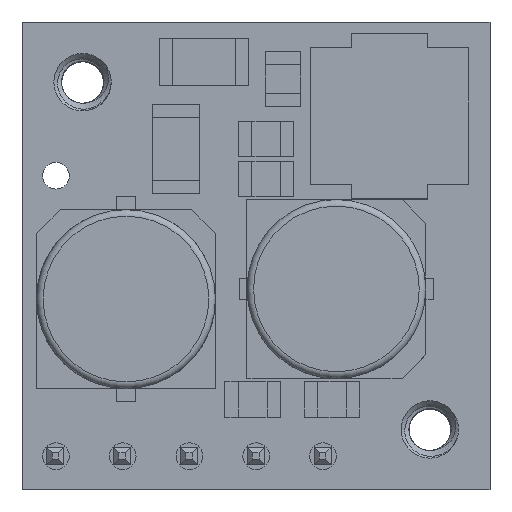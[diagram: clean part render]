
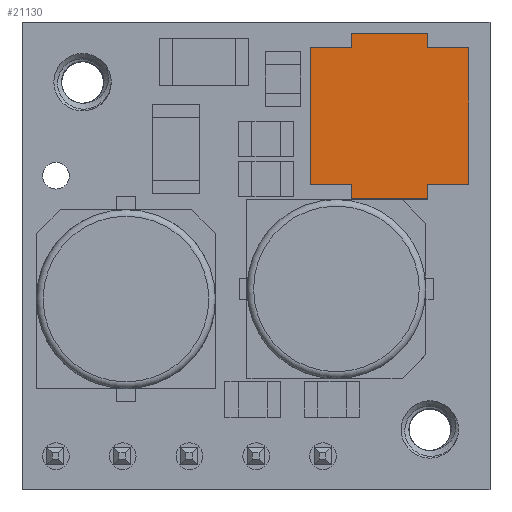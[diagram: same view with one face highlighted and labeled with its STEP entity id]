
A CAD part, top view. The second image highlights one B-rep face of the part: STEP entity #21130.
In plain terms, the highlighted planar face has unit normal (0, 0, 1).
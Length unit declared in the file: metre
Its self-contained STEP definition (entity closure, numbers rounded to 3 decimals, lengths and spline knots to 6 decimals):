
#4174=ORIENTED_EDGE('',*,*,#8825,.T.);
#4175=ORIENTED_EDGE('',*,*,#8826,.T.);
#4176=ORIENTED_EDGE('',*,*,#8827,.T.);
#4177=ORIENTED_EDGE('',*,*,#8828,.T.);
#4178=ORIENTED_EDGE('',*,*,#8829,.T.);
#4179=ORIENTED_EDGE('',*,*,#8830,.T.);
#4180=ORIENTED_EDGE('',*,*,#8831,.T.);
#4181=ORIENTED_EDGE('',*,*,#8832,.T.);
#4182=ORIENTED_EDGE('',*,*,#8833,.T.);
#4183=ORIENTED_EDGE('',*,*,#8834,.T.);
#4184=ORIENTED_EDGE('',*,*,#8835,.T.);
#4185=ORIENTED_EDGE('',*,*,#8836,.T.);
#8825=EDGE_CURVE('',#11174,#11175,#13286,.T.);
#8826=EDGE_CURVE('',#11175,#11176,#13287,.T.);
#8827=EDGE_CURVE('',#11176,#11177,#13288,.T.);
#8828=EDGE_CURVE('',#11177,#11178,#13289,.T.);
#8829=EDGE_CURVE('',#11178,#11179,#13290,.T.);
#8830=EDGE_CURVE('',#11179,#11180,#13291,.T.);
#8831=EDGE_CURVE('',#11180,#11181,#13292,.T.);
#8832=EDGE_CURVE('',#11181,#11182,#13293,.T.);
#8833=EDGE_CURVE('',#11182,#11183,#13294,.T.);
#8834=EDGE_CURVE('',#11183,#11184,#13295,.T.);
#8835=EDGE_CURVE('',#11184,#11185,#13296,.T.);
#8836=EDGE_CURVE('',#11185,#11174,#13297,.T.);
#11174=VERTEX_POINT('',#39857);
#11175=VERTEX_POINT('',#39858);
#11176=VERTEX_POINT('',#39860);
#11177=VERTEX_POINT('',#39862);
#11178=VERTEX_POINT('',#39864);
#11179=VERTEX_POINT('',#39866);
#11180=VERTEX_POINT('',#39868);
#11181=VERTEX_POINT('',#39870);
#11182=VERTEX_POINT('',#39872);
#11183=VERTEX_POINT('',#39874);
#11184=VERTEX_POINT('',#39876);
#11185=VERTEX_POINT('',#39878);
#13286=LINE('',#39856,#15568);
#13287=LINE('',#39859,#15569);
#13288=LINE('',#39861,#15570);
#13289=LINE('',#39863,#15571);
#13290=LINE('',#39865,#15572);
#13291=LINE('',#39867,#15573);
#13292=LINE('',#39869,#15574);
#13293=LINE('',#39871,#15575);
#13294=LINE('',#39873,#15576);
#13295=LINE('',#39875,#15577);
#13296=LINE('',#39877,#15578);
#13297=LINE('',#39879,#15579);
#15568=VECTOR('',#29650,1.);
#15569=VECTOR('',#29651,1.);
#15570=VECTOR('',#29652,1.);
#15571=VECTOR('',#29653,1.);
#15572=VECTOR('',#29654,1.);
#15573=VECTOR('',#29655,1.);
#15574=VECTOR('',#29656,1.);
#15575=VECTOR('',#29657,1.);
#15576=VECTOR('',#29658,1.);
#15577=VECTOR('',#29659,1.);
#15578=VECTOR('',#29660,1.);
#15579=VECTOR('',#29661,1.);
#17208=EDGE_LOOP('',(#4174,#4175,#4176,#4177,#4178,#4179,#4180,#4181,#4182,
#4183,#4184,#4185));
#18418=FACE_BOUND('',#17208,.T.);
#19432=PLANE('',#26271);
#21130=ADVANCED_FACE('',(#18418),#19432,.T.);
#26271=AXIS2_PLACEMENT_3D('',#39855,#29648,#29649);
#29648=DIRECTION('',(0.,0.,1.));
#29649=DIRECTION('',(-1.,0.,0.));
#29650=DIRECTION('',(0.,-1.,0.));
#29651=DIRECTION('',(1.,0.,0.));
#29652=DIRECTION('',(0.,1.,0.));
#29653=DIRECTION('',(1.,0.,0.));
#29654=DIRECTION('',(0.,1.,0.));
#29655=DIRECTION('',(-1.,0.,0.));
#29656=DIRECTION('',(0.,1.,0.));
#29657=DIRECTION('',(-1.,0.,0.));
#29658=DIRECTION('',(0.,-1.,0.));
#29659=DIRECTION('',(-1.,0.,0.));
#29660=DIRECTION('',(0.,-1.,0.));
#29661=DIRECTION('',(1.,0.,0.));
#39855=CARTESIAN_POINT('',(0.01397,0.014197,0.005512));
#39856=CARTESIAN_POINT('',(0.01252,0.014197,0.005512));
#39857=CARTESIAN_POINT('',(0.01252,0.011597,0.005512));
#39858=CARTESIAN_POINT('',(0.01252,0.011047,0.005512));
#39859=CARTESIAN_POINT('',(0.01397,0.011047,0.005512));
#39860=CARTESIAN_POINT('',(0.01542,0.011047,0.005512));
#39861=CARTESIAN_POINT('',(0.01542,0.014197,0.005512));
#39862=CARTESIAN_POINT('',(0.01542,0.011597,0.005512));
#39863=CARTESIAN_POINT('',(0.01397,0.011597,0.005512));
#39864=CARTESIAN_POINT('',(0.01697,0.011597,0.005512));
#39865=CARTESIAN_POINT('',(0.01697,0.014197,0.005512));
#39866=CARTESIAN_POINT('',(0.01697,0.016797,0.005512));
#39867=CARTESIAN_POINT('',(0.01397,0.016797,0.005512));
#39868=CARTESIAN_POINT('',(0.01542,0.016797,0.005512));
#39869=CARTESIAN_POINT('',(0.01542,0.014197,0.005512));
#39870=CARTESIAN_POINT('',(0.01542,0.017347,0.005512));
#39871=CARTESIAN_POINT('',(0.01397,0.017347,0.005512));
#39872=CARTESIAN_POINT('',(0.01252,0.017347,0.005512));
#39873=CARTESIAN_POINT('',(0.01252,0.014197,0.005512));
#39874=CARTESIAN_POINT('',(0.01252,0.016797,0.005512));
#39875=CARTESIAN_POINT('',(0.01397,0.016797,0.005512));
#39876=CARTESIAN_POINT('',(0.01097,0.016797,0.005512));
#39877=CARTESIAN_POINT('',(0.01097,0.014197,0.005512));
#39878=CARTESIAN_POINT('',(0.01097,0.011597,0.005512));
#39879=CARTESIAN_POINT('',(0.01397,0.011597,0.005512));
